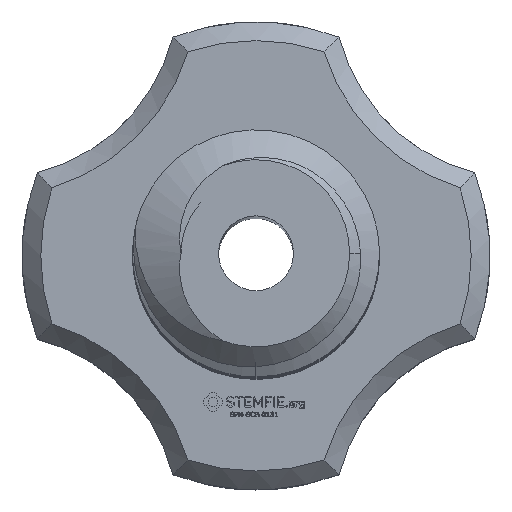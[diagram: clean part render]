
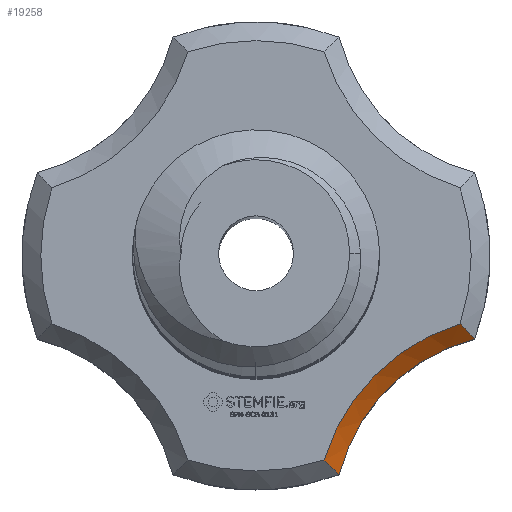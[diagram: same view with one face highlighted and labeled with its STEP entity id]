
A CAD part, top view. The second image highlights one B-rep face of the part: STEP entity #19258.
In plain terms, the highlighted conical face has half-angle 45 degrees and reference radius 5 mm.
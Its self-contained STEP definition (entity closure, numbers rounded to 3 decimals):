
#4559 = VERTEX_POINT('',#4560);
#4560 = CARTESIAN_POINT('',(5.841,-2.225,-0.5));
#4574 = CYLINDRICAL_SURFACE('',#4575,5.);
#4575 = AXIS2_PLACEMENT_3D('',#4576,#4577,#4578);
#4576 = CARTESIAN_POINT('',(7.071,-7.071,0.));
#4577 = DIRECTION('',(-0.,0.,1.));
#4578 = DIRECTION('',(1.,0.,0.));
#4601 = CONICAL_SURFACE('',#4602,6.25,0.785);
#4602 = AXIS2_PLACEMENT_3D('',#4603,#4604,#4605);
#4603 = CARTESIAN_POINT('',(0.,0.,-0.5));
#4604 = DIRECTION('',(0.,0.,-1.));
#4605 = DIRECTION('',(0.934,0.356,0.));
#5325 = EDGE_CURVE('',#4559,#5326,#5328,.T.);
#5326 = VERTEX_POINT('',#5327);
#5327 = CARTESIAN_POINT('',(5.457,-1.814,0.));
#5328 = SURFACE_CURVE('',#5329,(#5334,#5344),.PCURVE_S1.);
#5329 = ELLIPSE('',#5330,7.526,2.577);
#5330 = AXIS2_PLACEMENT_3D('',#5331,#5332,#5333);
#5331 = CARTESIAN_POINT('',(3.536,-3.536,0.125));
#5332 = DIRECTION('',(0.47,-0.47,0.747));
#5333 = DIRECTION('',(0.528,-0.528,-0.664));
#5334 = PCURVE('',#4601,#5335);
#5335 = DEFINITIONAL_REPRESENTATION('',(#5336),#5343);
#5336 = B_SPLINE_CURVE_WITH_KNOTS('',5,(#5337,#5338,#5339,#5340,#5341,
    #5342),.UNSPECIFIED.,.F.,.F.,(6,6),(1.445,1.546),
  .PIECEWISE_BEZIER_KNOTS.);
#5337 = CARTESIAN_POINT('',(0.728,0.));
#5338 = CARTESIAN_POINT('',(0.72,-0.1));
#5339 = CARTESIAN_POINT('',(0.711,-0.199));
#5340 = CARTESIAN_POINT('',(0.703,-0.299));
#5341 = CARTESIAN_POINT('',(0.694,-0.4));
#5342 = CARTESIAN_POINT('',(0.685,-0.5));
#5343 = ( GEOMETRIC_REPRESENTATION_CONTEXT(2) 
PARAMETRIC_REPRESENTATION_CONTEXT() REPRESENTATION_CONTEXT('2D SPACE',''
  ) );
#5344 = PCURVE('',#5345,#5350);
#5345 = CONICAL_SURFACE('',#5346,5.,0.785);
#5346 = AXIS2_PLACEMENT_3D('',#5347,#5348,#5349);
#5347 = CARTESIAN_POINT('',(7.071,-7.071,-0.5));
#5348 = DIRECTION('',(-0.,0.,1.));
#5349 = DIRECTION('',(-0.969,0.246,-0.));
#5350 = DEFINITIONAL_REPRESENTATION('',(#5351),#5358);
#5351 = B_SPLINE_CURVE_WITH_KNOTS('',5,(#5352,#5353,#5354,#5355,#5356,
    #5357),.UNSPECIFIED.,.F.,.F.,(6,6),(1.445,1.546),
  .PIECEWISE_BEZIER_KNOTS.);
#5352 = CARTESIAN_POINT('',(-1.073,0.));
#5353 = CARTESIAN_POINT('',(-1.063,0.1));
#5354 = CARTESIAN_POINT('',(-1.053,0.199));
#5355 = CARTESIAN_POINT('',(-1.043,0.299));
#5356 = CARTESIAN_POINT('',(-1.034,0.4));
#5357 = CARTESIAN_POINT('',(-1.024,0.5));
#5358 = ( GEOMETRIC_REPRESENTATION_CONTEXT(2) 
PARAMETRIC_REPRESENTATION_CONTEXT() REPRESENTATION_CONTEXT('2D SPACE',''
  ) );
#5375 = PLANE('',#5376);
#5376 = AXIS2_PLACEMENT_3D('',#5377,#5378,#5379);
#5377 = CARTESIAN_POINT('',(0.,0.,0.)
  );
#5378 = DIRECTION('',(0.,0.,-1.));
#5379 = DIRECTION('',(1.,0.,0.));
#5391 = VERTEX_POINT('',#5392);
#5392 = CARTESIAN_POINT('',(2.225,-5.841,-0.5));
#5511 = EDGE_CURVE('',#5391,#4559,#5512,.T.);
#5512 = SURFACE_CURVE('',#5513,(#5518,#5525),.PCURVE_S1.);
#5513 = CIRCLE('',#5514,5.);
#5514 = AXIS2_PLACEMENT_3D('',#5515,#5516,#5517);
#5515 = CARTESIAN_POINT('',(7.071,-7.071,-0.5));
#5516 = DIRECTION('',(0.,0.,-1.));
#5517 = DIRECTION('',(-0.969,0.246,-0.));
#5518 = PCURVE('',#4574,#5519);
#5519 = DEFINITIONAL_REPRESENTATION('',(#5520),#5524);
#5520 = LINE('',#5521,#5522);
#5521 = CARTESIAN_POINT('',(-3.39,-0.5));
#5522 = VECTOR('',#5523,1.);
#5523 = DIRECTION('',(-1.,0.));
#5524 = ( GEOMETRIC_REPRESENTATION_CONTEXT(2) 
PARAMETRIC_REPRESENTATION_CONTEXT() REPRESENTATION_CONTEXT('2D SPACE',''
  ) );
#5525 = PCURVE('',#5345,#5526);
#5526 = DEFINITIONAL_REPRESENTATION('',(#5527),#5531);
#5527 = LINE('',#5528,#5529);
#5528 = CARTESIAN_POINT('',(-0.,0.));
#5529 = VECTOR('',#5530,1.);
#5530 = DIRECTION('',(-1.,0.));
#5531 = ( GEOMETRIC_REPRESENTATION_CONTEXT(2) 
PARAMETRIC_REPRESENTATION_CONTEXT() REPRESENTATION_CONTEXT('2D SPACE',''
  ) );
#7346 = EDGE_CURVE('',#7347,#5326,#7349,.T.);
#7347 = VERTEX_POINT('',#7348);
#7348 = CARTESIAN_POINT('',(1.814,-5.457,0.));
#7349 = SURFACE_CURVE('',#7350,(#7355,#7362),.PCURVE_S1.);
#7350 = CIRCLE('',#7351,5.5);
#7351 = AXIS2_PLACEMENT_3D('',#7352,#7353,#7354);
#7352 = CARTESIAN_POINT('',(7.071,-7.071,0.));
#7353 = DIRECTION('',(0.,0.,-1.));
#7354 = DIRECTION('',(-0.969,0.246,-0.));
#7355 = PCURVE('',#5375,#7356);
#7356 = DEFINITIONAL_REPRESENTATION('',(#7357),#7361);
#7357 = CIRCLE('',#7358,5.5);
#7358 = AXIS2_PLACEMENT_2D('',#7359,#7360);
#7359 = CARTESIAN_POINT('',(7.071,7.071));
#7360 = DIRECTION('',(-0.969,-0.246));
#7361 = ( GEOMETRIC_REPRESENTATION_CONTEXT(2) 
PARAMETRIC_REPRESENTATION_CONTEXT() REPRESENTATION_CONTEXT('2D SPACE',''
  ) );
#7362 = PCURVE('',#5345,#7363);
#7363 = DEFINITIONAL_REPRESENTATION('',(#7364),#7368);
#7364 = LINE('',#7365,#7366);
#7365 = CARTESIAN_POINT('',(-0.,0.5));
#7366 = VECTOR('',#7367,1.);
#7367 = DIRECTION('',(-1.,0.));
#7368 = ( GEOMETRIC_REPRESENTATION_CONTEXT(2) 
PARAMETRIC_REPRESENTATION_CONTEXT() REPRESENTATION_CONTEXT('2D SPACE',''
  ) );
#7387 = CONICAL_SURFACE('',#7388,6.25,0.785);
#7388 = AXIS2_PLACEMENT_3D('',#7389,#7390,#7391);
#7389 = CARTESIAN_POINT('',(0.,0.,-0.5));
#7390 = DIRECTION('',(0.,0.,-1.));
#7391 = DIRECTION('',(0.356,-0.934,0.));
#19258 = ADVANCED_FACE('',(#19259),#5345,.F.);
#19259 = FACE_BOUND('',#19260,.T.);
#19260 = EDGE_LOOP('',(#19261,#19289,#19290,#19291));
#19261 = ORIENTED_EDGE('',*,*,#19262,.F.);
#19262 = EDGE_CURVE('',#5391,#7347,#19263,.T.);
#19263 = SURFACE_CURVE('',#19264,(#19269,#19279),.PCURVE_S1.);
#19264 = ELLIPSE('',#19265,7.526,2.577);
#19265 = AXIS2_PLACEMENT_3D('',#19266,#19267,#19268);
#19266 = CARTESIAN_POINT('',(3.536,-3.536,0.125));
#19267 = DIRECTION('',(-0.47,0.47,-0.747));
#19268 = DIRECTION('',(-0.528,0.528,0.664));
#19269 = PCURVE('',#5345,#19270);
#19270 = DEFINITIONAL_REPRESENTATION('',(#19271),#19278);
#19271 = B_SPLINE_CURVE_WITH_KNOTS('',5,(#19272,#19273,#19274,#19275,
    #19276,#19277),.UNSPECIFIED.,.F.,.F.,(6,6),(4.587,
    4.687),.PIECEWISE_BEZIER_KNOTS.);
#19272 = CARTESIAN_POINT('',(0.,0.));
#19273 = CARTESIAN_POINT('',(-0.01,0.1));
#19274 = CARTESIAN_POINT('',(-0.02,0.199));
#19275 = CARTESIAN_POINT('',(-0.03,0.299));
#19276 = CARTESIAN_POINT('',(-0.04,0.4));
#19277 = CARTESIAN_POINT('',(-0.049,0.5));
#19278 = ( GEOMETRIC_REPRESENTATION_CONTEXT(2) 
PARAMETRIC_REPRESENTATION_CONTEXT() REPRESENTATION_CONTEXT('2D SPACE',''
  ) );
#19279 = PCURVE('',#7387,#19280);
#19280 = DEFINITIONAL_REPRESENTATION('',(#19281),#19288);
#19281 = B_SPLINE_CURVE_WITH_KNOTS('',5,(#19282,#19283,#19284,#19285,
    #19286,#19287),.UNSPECIFIED.,.F.,.F.,(6,6),(4.587,
    4.687),.PIECEWISE_BEZIER_KNOTS.);
#19282 = CARTESIAN_POINT('',(0.,0.));
#19283 = CARTESIAN_POINT('',(0.008,-0.1));
#19284 = CARTESIAN_POINT('',(0.017,-0.199));
#19285 = CARTESIAN_POINT('',(0.025,-0.299));
#19286 = CARTESIAN_POINT('',(0.034,-0.4));
#19287 = CARTESIAN_POINT('',(0.043,-0.5));
#19288 = ( GEOMETRIC_REPRESENTATION_CONTEXT(2) 
PARAMETRIC_REPRESENTATION_CONTEXT() REPRESENTATION_CONTEXT('2D SPACE',''
  ) );
#19289 = ORIENTED_EDGE('',*,*,#5511,.T.);
#19290 = ORIENTED_EDGE('',*,*,#5325,.T.);
#19291 = ORIENTED_EDGE('',*,*,#7346,.F.);
